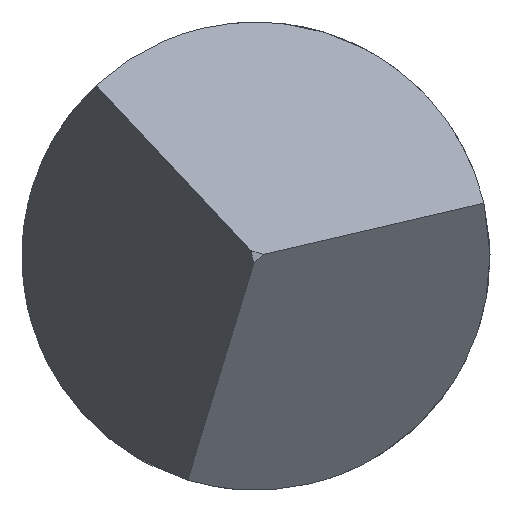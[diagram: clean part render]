
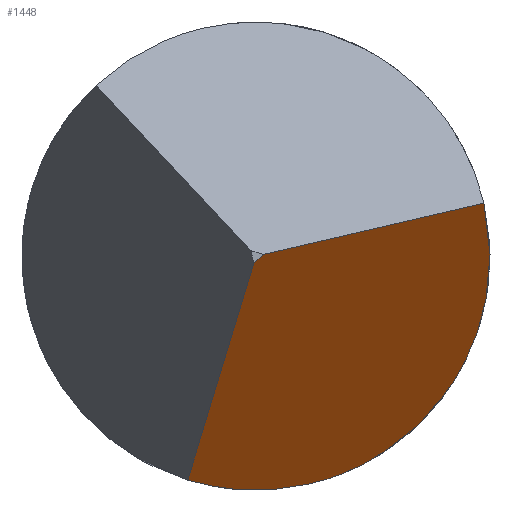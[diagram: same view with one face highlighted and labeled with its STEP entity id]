
A CAD part, left-side view. The second image highlights one B-rep face of the part: STEP entity #1448.
In plain terms, the highlighted planar face has unit normal (-0.545, -0.573, -0.613).
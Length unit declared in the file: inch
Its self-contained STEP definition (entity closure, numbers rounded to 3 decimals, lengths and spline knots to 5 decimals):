
#29 = CARTESIAN_POINT ( 'NONE',  ( -0.4193, -0.00703, -0.0303 ) ) ;
#91 = EDGE_CURVE ( 'NONE', #251, #703, #719, .T. ) ;
#97 = CARTESIAN_POINT ( 'NONE',  ( -0.43683, -0.0303, 0.00703 ) ) ;
#119 = ORIENTED_EDGE ( 'NONE', *, *, #1494, .T. ) ;
#158 = VERTEX_POINT ( 'NONE', #564 ) ;
#227 = ORIENTED_EDGE ( 'NONE', *, *, #838, .F. ) ;
#230 = VERTEX_POINT ( 'NONE', #875 ) ;
#251 = VERTEX_POINT ( 'NONE', #1366 ) ;
#323 = CARTESIAN_POINT ( 'NONE',  ( -0.43683, -0.0303, 0.00703 ) ) ;
#335 = VECTOR ( 'NONE', #365, 39.37008 ) ;
#353 = ORIENTED_EDGE ( 'NONE', *, *, #1327, .F. ) ;
#365 = DIRECTION ( 'NONE',  ( -0.61, 0.772, -0.179 ) ) ;
#397 = LINE ( 'NONE', #646, #601 ) ;
#480 = FACE_OUTER_BOUND ( 'NONE', #1072, .T. ) ;
#483 = DIRECTION ( 'NONE',  ( 0.8, -0.136, -0.584 ) ) ;
#497 = VERTEX_POINT ( 'NONE', #97 ) ;
#522 = CARTESIAN_POINT ( 'NONE',  ( -0.42352, -0.00168, -0.03154 ) ) ;
#525 = DIRECTION ( 'NONE',  ( -0.61, -0.231, 0.758 ) ) ;
#555 = CARTESIAN_POINT ( 'NONE',  ( -0.4193, -0.00703, -0.0303 ) ) ;
#564 = CARTESIAN_POINT ( 'NONE',  ( -0.46, -0.00097, 0.00023 ) ) ;
#568 = VECTOR ( 'NONE', #525, 39.37008 ) ;
#600 = EDGE_CURVE ( 'NONE', #497, #251, #1534, .T. ) ;
#601 = VECTOR ( 'NONE', #1201, 39.37008 ) ;
#602 = LINE ( 'NONE', #900, #568 ) ;
#646 = CARTESIAN_POINT ( 'NONE',  ( -0.46, 0.68142, -0.63753 ) ) ;
#703 = VERTEX_POINT ( 'NONE', #1019 ) ;
#705 = ORIENTED_EDGE ( 'NONE', *, *, #91, .F. ) ;
#719 =( BOUNDED_CURVE ( )  B_SPLINE_CURVE ( 3, ( #29, #522, #764, #749 ),
 .UNSPECIFIED., .F., .T. ) 
 B_SPLINE_CURVE_WITH_KNOTS ( ( 4, 4 ),
 ( 3.66519, 4.18879 ),
 .UNSPECIFIED. ) 
 CURVE ( )  GEOMETRIC_REPRESENTATION_ITEM ( )  RATIONAL_B_SPLINE_CURVE ( ( 1., 0.977, 0.977, 1. ) ) 
 REPRESENTATION_ITEM ( '' )  );
#731 = CARTESIAN_POINT ( 'NONE',  ( -0.46, 0.68142, -0.63753 ) ) ;
#749 = CARTESIAN_POINT ( 'NONE',  ( -0.43683, 0.00906, -0.02975 ) ) ;
#764 = CARTESIAN_POINT ( 'NONE',  ( -0.4295, 0.00381, -0.03135 ) ) ;
#838 = EDGE_CURVE ( 'NONE', #230, #158, #397, .T. ) ;
#875 = CARTESIAN_POINT ( 'NONE',  ( -0.46, 0.00029, -0.00096 ) ) ;
#900 = CARTESIAN_POINT ( 'NONE',  ( -0.851, -0.14765, 0.48486 ) ) ;
#925 = CARTESIAN_POINT ( 'NONE',  ( -0.41253, -0.03441, -0.01072 ) ) ;
#977 = LINE ( 'NONE', #1177, #335 ) ;
#1019 = CARTESIAN_POINT ( 'NONE',  ( -0.43683, 0.00906, -0.02975 ) ) ;
#1072 = EDGE_LOOP ( 'NONE', ( #1284, #119, #227, #353, #705 ) ) ;
#1177 = CARTESIAN_POINT ( 'NONE',  ( -0.851, 0.49372, -0.11456 ) ) ;
#1201 = DIRECTION ( 'NONE',  ( 0., -0.731, 0.683 ) ) ;
#1202 = DIRECTION ( 'NONE',  ( -0.545, -0.573, -0.613 ) ) ;
#1284 = ORIENTED_EDGE ( 'NONE', *, *, #600, .F. ) ;
#1327 = EDGE_CURVE ( 'NONE', #703, #230, #602, .T. ) ;
#1366 = CARTESIAN_POINT ( 'NONE',  ( -0.4193, -0.00703, -0.0303 ) ) ;
#1394 = CARTESIAN_POINT ( 'NONE',  ( -0.40527, -0.02478, -0.02618 ) ) ;
#1448 = ADVANCED_FACE ( 'NONE', ( #480 ), #1515, .T. ) ;
#1464 = AXIS2_PLACEMENT_3D ( 'NONE', #731, #1202, #483 ) ;
#1494 = EDGE_CURVE ( 'NONE', #497, #158, #977, .T. ) ;
#1515 = PLANE ( 'NONE',  #1464 ) ;
#1534 =( BOUNDED_CURVE ( )  B_SPLINE_CURVE ( 3, ( #323, #925, #1394, #555 ),
 .UNSPECIFIED., .F., .F. ) 
 B_SPLINE_CURVE_WITH_KNOTS ( ( 4, 4 ),
 ( 2.0944, 3.66519 ),
 .UNSPECIFIED. ) 
 CURVE ( )  GEOMETRIC_REPRESENTATION_ITEM ( )  RATIONAL_B_SPLINE_CURVE ( ( 1., 0.805, 0.805, 1. ) ) 
 REPRESENTATION_ITEM ( '' )  );
